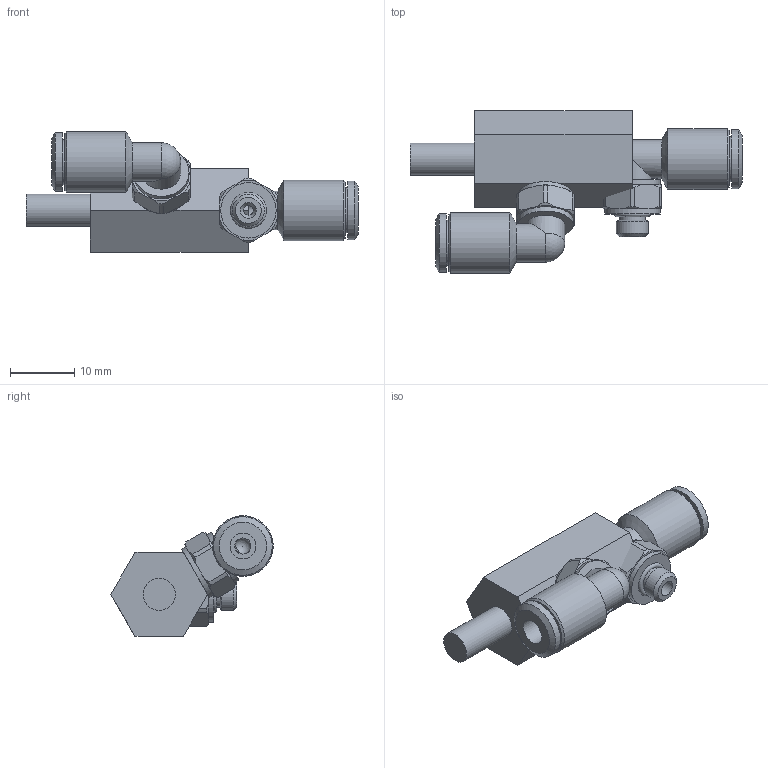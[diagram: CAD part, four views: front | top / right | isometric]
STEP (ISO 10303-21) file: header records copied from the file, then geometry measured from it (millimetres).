
FILE_DESCRIPTION( ( 'Unknown' ), '1' );
FILE_NAME( 'CA.11.15.004.stp', 'Unknown', ( 'Unknown' ), ( 'Unknown' ), 'PSStep 13.0', 'Unknown', ' ' );
FILE_SCHEMA( ( 'AUTOMOTIVE_DESIGN { 1 0 10303 214 1 1 1 1 }' ) );
Length unit declared in the file: millimetre
Products named in the file (3): Assem1; 11-15-004; ca.12.05.001
Bounding box: 51.5 x 25.2 x 18.7 mm (x, y, z)
Volume: 8516.8 mm3; surface area: 6341.3 mm2
Topology: 4 solids, 4 shells, 138 faces, 326 edges, 210 vertices
Faces by surface type: plane 50, cylinder 46, cone 36, sphere 4, torus 2
Full cylindrical faces by diameter (mm): 1.5 x2, 2.5 x4, 3 x2, 4 x4, 4.134 x2, 5 x4, 6 x4, 7 x2, 8.566 x2, 8.6 x4, 9.1 x2, 9.4 x2
Entity records: 2400 total; most frequent: CARTESIAN_POINT 436, DIRECTION 310, ORIENTED_EDGE 260, AXIS2_PLACEMENT_3D 134, EDGE_CURVE 130, EDGE_LOOP 108, VERTEX_POINT 98, FACE_OUTER_BOUND 87
